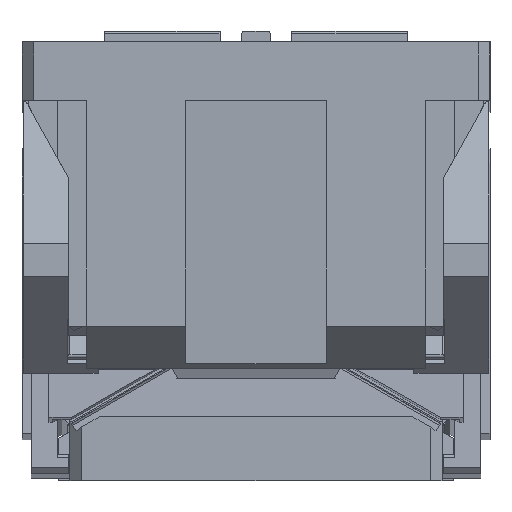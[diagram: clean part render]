
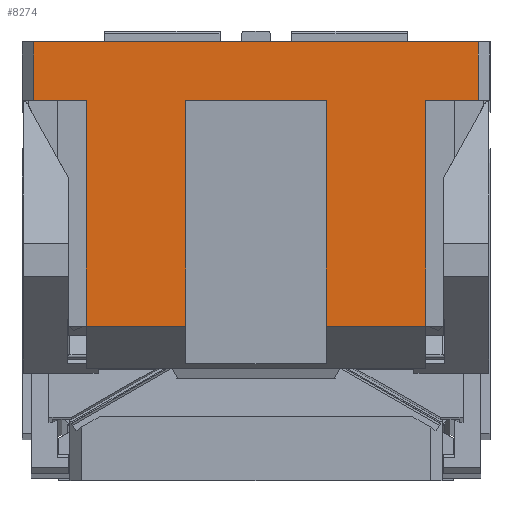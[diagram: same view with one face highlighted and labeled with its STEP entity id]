
A CAD part, left-side view. The second image highlights one B-rep face of the part: STEP entity #8274.
In plain terms, the highlighted planar face has unit normal (-1, 0, 0).
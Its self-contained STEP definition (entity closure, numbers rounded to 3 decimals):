
#244=CARTESIAN_POINT('Vertex',(-415.,-190.,135.)) ;
#247=CARTESIAN_POINT('Line Origine',(-415.,-167.5,135.)) ;
#251=CARTESIAN_POINT('Vertex',(-415.,-145.,135.)) ;
#1497=CARTESIAN_POINT('Vertex',(-415.,190.,185.)) ;
#1500=CARTESIAN_POINT('Line Origine',(-415.,0.,185.)) ;
#1504=CARTESIAN_POINT('Vertex',(-415.,-190.,185.)) ;
#7489=CARTESIAN_POINT('Vertex',(-415.,190.,135.)) ;
#7492=CARTESIAN_POINT('Line Origine',(-415.,190.,160.)) ;
#7757=CARTESIAN_POINT('Vertex',(-415.,145.,135.)) ;
#7760=CARTESIAN_POINT('Line Origine',(-415.,167.5,135.)) ;
#7803=CARTESIAN_POINT('Vertex',(-415.,145.,-58.01)) ;
#7806=CARTESIAN_POINT('Line Origine',(-415.,145.,38.495)) ;
#8027=CARTESIAN_POINT('Vertex',(-415.,-145.,-58.01)) ;
#8037=CARTESIAN_POINT('Line Origine',(-415.,-145.,38.495)) ;
#8070=CARTESIAN_POINT('Line Origine',(-415.,-190.,160.)) ;
#8168=CARTESIAN_POINT('Line Origine',(-415.,0.,135.)) ;
#8172=CARTESIAN_POINT('Vertex',(-415.,-60.,135.)) ;
#8174=CARTESIAN_POINT('Vertex',(-415.,60.,135.)) ;
#8216=CARTESIAN_POINT('Vertex',(-415.,-60.,-58.01)) ;
#8221=CARTESIAN_POINT('Line Origine',(-415.,-60.,38.495)) ;
#8238=CARTESIAN_POINT('Axis2P3D Location',(-415.,-200.,135.)) ;
#8243=CARTESIAN_POINT('Line Origine',(-415.,102.5,-58.01)) ;
#8247=CARTESIAN_POINT('Vertex',(-415.,60.,-58.01)) ;
#8250=CARTESIAN_POINT('Line Origine',(-415.,60.,38.495)) ;
#8255=CARTESIAN_POINT('Line Origine',(-415.,-102.5,-58.01)) ;
#248=DIRECTION('Vector Direction',(0.,1.,0.)) ;
#1501=DIRECTION('Vector Direction',(0.,1.,0.)) ;
#7493=DIRECTION('Vector Direction',(0.,0.,-1.)) ;
#7761=DIRECTION('Vector Direction',(0.,1.,0.)) ;
#7807=DIRECTION('Vector Direction',(0.,0.,-1.)) ;
#8038=DIRECTION('Vector Direction',(0.,0.,-1.)) ;
#8071=DIRECTION('Vector Direction',(0.,0.,1.)) ;
#8169=DIRECTION('Vector Direction',(0.,1.,0.)) ;
#8222=DIRECTION('Vector Direction',(0.,0.,-1.)) ;
#8239=DIRECTION('Axis2P3D Direction',(1.,0.,0.)) ;
#8240=DIRECTION('Axis2P3D XDirection',(0.,0.,1.)) ;
#8244=DIRECTION('Vector Direction',(0.,1.,0.)) ;
#8251=DIRECTION('Vector Direction',(0.,0.,-1.)) ;
#8256=DIRECTION('Vector Direction',(0.,1.,0.)) ;
#8241=AXIS2_PLACEMENT_3D('Plane Axis2P3D',#8238,#8239,#8240) ;
#8261=ORIENTED_EDGE('',*,*,#7810,.T.) ;
#8262=ORIENTED_EDGE('',*,*,#8249,.T.) ;
#8263=ORIENTED_EDGE('',*,*,#8254,.F.) ;
#8264=ORIENTED_EDGE('',*,*,#8176,.F.) ;
#8265=ORIENTED_EDGE('',*,*,#8225,.T.) ;
#8266=ORIENTED_EDGE('',*,*,#8259,.T.) ;
#8267=ORIENTED_EDGE('',*,*,#8041,.F.) ;
#8268=ORIENTED_EDGE('',*,*,#253,.F.) ;
#8269=ORIENTED_EDGE('',*,*,#8074,.T.) ;
#8270=ORIENTED_EDGE('',*,*,#1506,.T.) ;
#8271=ORIENTED_EDGE('',*,*,#7496,.T.) ;
#8272=ORIENTED_EDGE('',*,*,#7764,.F.) ;
#249=VECTOR('Line Direction',#248,1.) ;
#1502=VECTOR('Line Direction',#1501,1.) ;
#7494=VECTOR('Line Direction',#7493,1.) ;
#7762=VECTOR('Line Direction',#7761,1.) ;
#7808=VECTOR('Line Direction',#7807,1.) ;
#8039=VECTOR('Line Direction',#8038,1.) ;
#8072=VECTOR('Line Direction',#8071,1.) ;
#8170=VECTOR('Line Direction',#8169,1.) ;
#8223=VECTOR('Line Direction',#8222,1.) ;
#8245=VECTOR('Line Direction',#8244,1.) ;
#8252=VECTOR('Line Direction',#8251,1.) ;
#8257=VECTOR('Line Direction',#8256,1.) ;
#8274=ADVANCED_FACE('CAM HOLDER',(#8273),#8242,.F.) ;
#253=EDGE_CURVE('',#245,#252,#250,.T.) ;
#1506=EDGE_CURVE('',#1505,#1498,#1503,.T.) ;
#7496=EDGE_CURVE('',#1498,#7490,#7495,.T.) ;
#7764=EDGE_CURVE('',#7758,#7490,#7763,.T.) ;
#7810=EDGE_CURVE('',#7758,#7804,#7809,.T.) ;
#8041=EDGE_CURVE('',#252,#8028,#8040,.T.) ;
#8074=EDGE_CURVE('',#245,#1505,#8073,.T.) ;
#8176=EDGE_CURVE('',#8173,#8175,#8171,.T.) ;
#8225=EDGE_CURVE('',#8173,#8217,#8224,.T.) ;
#8249=EDGE_CURVE('',#7804,#8248,#8246,.F.) ;
#8254=EDGE_CURVE('',#8175,#8248,#8253,.T.) ;
#8259=EDGE_CURVE('',#8217,#8028,#8258,.F.) ;
#8260=EDGE_LOOP('',(#8261,#8262,#8263,#8264,#8265,#8266,#8267,#8268,#8269,#8270,#8271,#8272)) ;
#8273=FACE_OUTER_BOUND('',#8260,.T.) ;
#250=LINE('Line',#247,#249) ;
#1503=LINE('Line',#1500,#1502) ;
#7495=LINE('Line',#7492,#7494) ;
#7763=LINE('Line',#7760,#7762) ;
#7809=LINE('Line',#7806,#7808) ;
#8040=LINE('Line',#8037,#8039) ;
#8073=LINE('Line',#8070,#8072) ;
#8171=LINE('Line',#8168,#8170) ;
#8224=LINE('Line',#8221,#8223) ;
#8246=LINE('Line',#8243,#8245) ;
#8253=LINE('Line',#8250,#8252) ;
#8258=LINE('Line',#8255,#8257) ;
#8242=PLANE('Plane',#8241) ;
#245=VERTEX_POINT('',#244) ;
#252=VERTEX_POINT('',#251) ;
#1498=VERTEX_POINT('',#1497) ;
#1505=VERTEX_POINT('',#1504) ;
#7490=VERTEX_POINT('',#7489) ;
#7758=VERTEX_POINT('',#7757) ;
#7804=VERTEX_POINT('',#7803) ;
#8028=VERTEX_POINT('',#8027) ;
#8173=VERTEX_POINT('',#8172) ;
#8175=VERTEX_POINT('',#8174) ;
#8217=VERTEX_POINT('',#8216) ;
#8248=VERTEX_POINT('',#8247) ;
